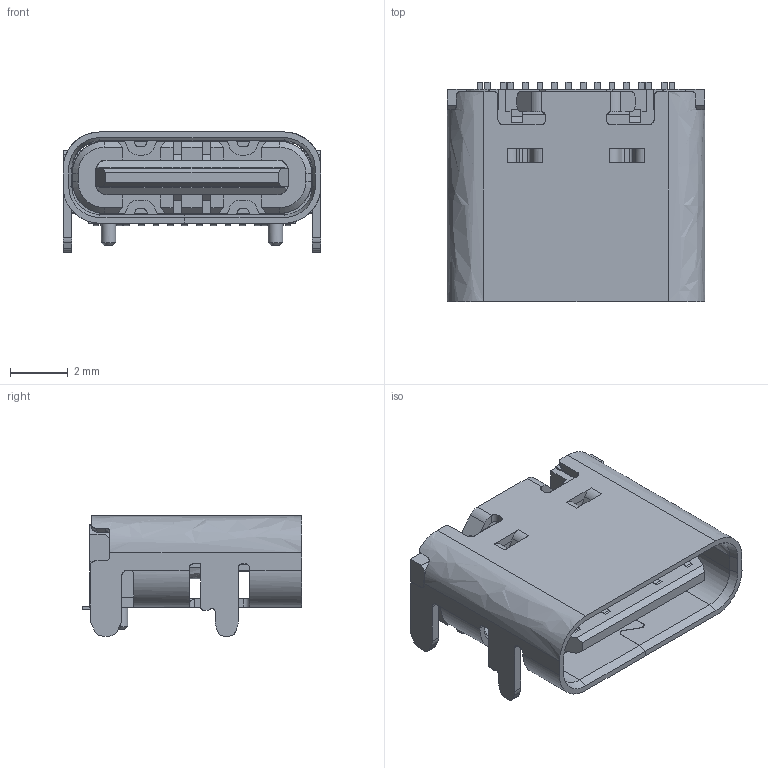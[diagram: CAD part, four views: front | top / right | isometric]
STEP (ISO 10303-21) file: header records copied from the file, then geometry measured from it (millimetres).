
FILE_DESCRIPTION(('FreeCAD Model'),'2;1');
FILE_NAME('HRO_TYPE-C-31-M-12.step','2019-10-13T12:47:08',('kicad StepUp'),( 'ksu MCAD'),'Open CASCADE STEP processor 7.3','FreeCAD','Unknown');
FILE_SCHEMA(('AUTOMOTIVE_DESIGN { 1 0 10303 214 1 1 1 1 }'));
Length unit declared in the file: millimetre
Products named in the file (1): HRO_TYPE-C-31-M-12
Bounding box: 8.94 x 7.6 x 4.16 mm (x, y, z)
Volume: 114.2 mm3; surface area: 481.1 mm2
Topology: 1 solids, 1 shells, 715 faces, 2089 edges, 1347 vertices
Faces by surface type: plane 507, bspline 208
Entity records: 29539 total; most frequent: CARTESIAN_POINT 8207, ORIENTED_EDGE 4178, DIRECTION 2317, EDGE_CURVE 2089, VERTEX_POINT 1347, LINE 1259, VECTOR 1259, FACE_BOUND 730
